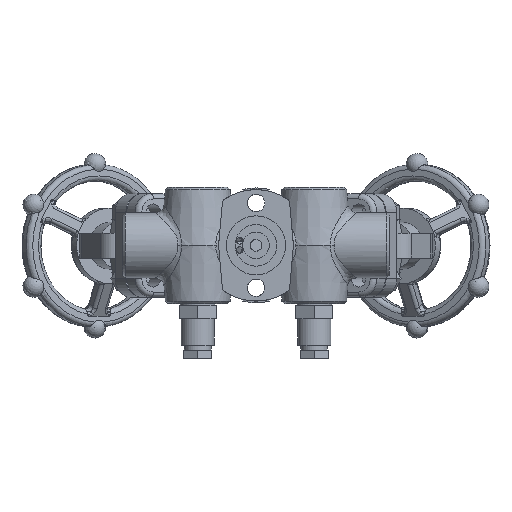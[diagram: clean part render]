
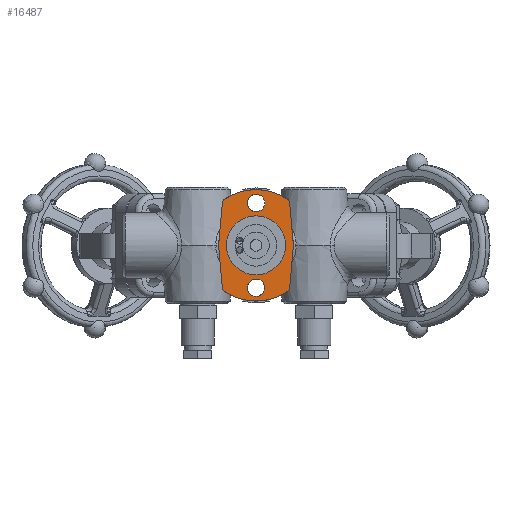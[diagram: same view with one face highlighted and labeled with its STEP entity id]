
A CAD part, top view. The second image highlights one B-rep face of the part: STEP entity #16487.
In plain terms, the highlighted planar face has unit normal (0, 0, 1).
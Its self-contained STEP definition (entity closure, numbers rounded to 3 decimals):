
#1417=LINE('',#37863,#2410);
#1419=LINE('',#37868,#2412);
#1421=LINE('',#37875,#2414);
#1424=LINE('',#37887,#2417);
#2410=VECTOR('',#22150,25.485);
#2412=VECTOR('',#22156,25.485);
#2414=VECTOR('',#22164,25.485);
#2417=VECTOR('',#22181,25.485);
#2766=PLANE('',#18066);
#2967=FACE_BOUND('',#5946,.T.);
#2968=FACE_BOUND('',#5947,.T.);
#2969=FACE_BOUND('',#5948,.T.);
#4780=FACE_OUTER_BOUND('',#5945,.T.);
#5945=EDGE_LOOP('',(#15417,#15418,#15419,#15420,#15421,#15422,#15423,#15424,
#15425,#15426));
#5946=EDGE_LOOP('',(#15427));
#5947=EDGE_LOOP('',(#15428));
#5948=EDGE_LOOP('',(#15429));
#6561=CIRCLE('',#17736,5.25);
#6563=CIRCLE('',#17739,5.25);
#6565=CIRCLE('',#17742,17.75);
#6710=CIRCLE('',#18027,33.5);
#6715=CIRCLE('',#18034,33.5);
#6724=CIRCLE('',#18051,3.);
#6725=CIRCLE('',#18057,3.);
#6726=CIRCLE('',#18061,3.);
#6727=CIRCLE('',#18063,3.);
#8076=VERTEX_POINT('',#33276);
#8079=VERTEX_POINT('',#33292);
#8081=VERTEX_POINT('',#33297);
#8284=VERTEX_POINT('',#36923);
#8285=VERTEX_POINT('',#36925);
#8288=VERTEX_POINT('',#37164);
#8289=VERTEX_POINT('',#37166);
#8291=VERTEX_POINT('',#37855);
#8293=VERTEX_POINT('',#37861);
#8294=VERTEX_POINT('',#37866);
#8295=VERTEX_POINT('',#37872);
#8296=VERTEX_POINT('',#37874);
#8298=VERTEX_POINT('',#37882);
#10311=EDGE_CURVE('',#8076,#8076,#6561,.T.);
#10314=EDGE_CURVE('',#8079,#8079,#6563,.T.);
#10316=EDGE_CURVE('',#8081,#8081,#6565,.T.);
#10647=EDGE_CURVE('',#8284,#8285,#6710,.T.);
#10658=EDGE_CURVE('',#8288,#8289,#6715,.T.);
#10673=EDGE_CURVE('',#8291,#8288,#6724,.T.);
#10676=EDGE_CURVE('',#8293,#8291,#1417,.T.);
#10679=EDGE_CURVE('',#8294,#8293,#1419,.T.);
#10680=EDGE_CURVE('',#8285,#8294,#6725,.T.);
#10682=EDGE_CURVE('',#8295,#8296,#1421,.T.);
#10685=EDGE_CURVE('',#8289,#8295,#6726,.T.);
#10687=EDGE_CURVE('',#8298,#8284,#6727,.T.);
#10689=EDGE_CURVE('',#8296,#8298,#1424,.T.);
#15417=ORIENTED_EDGE('',*,*,#10689,.F.);
#15418=ORIENTED_EDGE('',*,*,#10682,.F.);
#15419=ORIENTED_EDGE('',*,*,#10685,.F.);
#15420=ORIENTED_EDGE('',*,*,#10658,.F.);
#15421=ORIENTED_EDGE('',*,*,#10673,.F.);
#15422=ORIENTED_EDGE('',*,*,#10676,.F.);
#15423=ORIENTED_EDGE('',*,*,#10679,.F.);
#15424=ORIENTED_EDGE('',*,*,#10680,.F.);
#15425=ORIENTED_EDGE('',*,*,#10647,.F.);
#15426=ORIENTED_EDGE('',*,*,#10687,.F.);
#15427=ORIENTED_EDGE('',*,*,#10316,.T.);
#15428=ORIENTED_EDGE('',*,*,#10314,.T.);
#15429=ORIENTED_EDGE('',*,*,#10311,.T.);
#16487=ADVANCED_FACE('',(#4780,#2967,#2968,#2969),#2766,.T.);
#17736=AXIS2_PLACEMENT_3D('',#33277,#21415,#21416);
#17739=AXIS2_PLACEMENT_3D('',#33293,#21421,#21422);
#17742=AXIS2_PLACEMENT_3D('',#33298,#21427,#21428);
#18027=AXIS2_PLACEMENT_3D('',#36926,#22090,#22091);
#18034=AXIS2_PLACEMENT_3D('',#37167,#22106,#22107);
#18051=AXIS2_PLACEMENT_3D('',#37857,#22143,#22144);
#18057=AXIS2_PLACEMENT_3D('',#37870,#22159,#22160);
#18061=AXIS2_PLACEMENT_3D('',#37880,#22170,#22171);
#18063=AXIS2_PLACEMENT_3D('',#37884,#22175,#22176);
#18066=AXIS2_PLACEMENT_3D('',#37888,#22182,#22183);
#21415=DIRECTION('center_axis',(0.,0.,-1.));
#21416=DIRECTION('ref_axis',(1.,0.,0.));
#21421=DIRECTION('center_axis',(0.,0.,-1.));
#21422=DIRECTION('ref_axis',(1.,0.,0.));
#21427=DIRECTION('center_axis',(0.,0.,-1.));
#21428=DIRECTION('ref_axis',(-1.,0.,0.));
#22090=DIRECTION('center_axis',(0.,0.,-1.));
#22091=DIRECTION('ref_axis',(1.,0.,0.));
#22106=DIRECTION('center_axis',(0.,0.,-1.));
#22107=DIRECTION('ref_axis',(1.,0.,0.));
#22143=DIRECTION('center_axis',(0.,0.,-1.));
#22144=DIRECTION('ref_axis',(1.,0.,0.));
#22150=DIRECTION('',(-0.087,-0.996,0.));
#22156=DIRECTION('',(0.087,-0.996,0.));
#22159=DIRECTION('center_axis',(0.,0.,-1.));
#22160=DIRECTION('ref_axis',(1.,0.,0.));
#22164=DIRECTION('',(-0.087,0.996,0.));
#22170=DIRECTION('center_axis',(0.,0.,-1.));
#22171=DIRECTION('ref_axis',(1.,0.,0.));
#22175=DIRECTION('center_axis',(0.,0.,-1.));
#22176=DIRECTION('ref_axis',(1.,0.,0.));
#22181=DIRECTION('',(0.087,0.996,0.));
#22182=DIRECTION('center_axis',(0.,0.,1.));
#22183=DIRECTION('ref_axis',(1.,0.,0.));
#33276=CARTESIAN_POINT('',(-5.25,25.5,25.5));
#33277=CARTESIAN_POINT('Origin',(0.,25.5,25.5));
#33292=CARTESIAN_POINT('',(-5.25,-25.5,25.5));
#33293=CARTESIAN_POINT('Origin',(0.,-25.5,25.5));
#33297=CARTESIAN_POINT('',(17.75,0.,25.5));
#33298=CARTESIAN_POINT('Origin',(0.,0.,25.5));
#36923=CARTESIAN_POINT('',(-18.991,27.597,25.5));
#36925=CARTESIAN_POINT('',(18.991,27.597,25.5));
#36926=CARTESIAN_POINT('Origin',(0.,0.,25.5));
#37164=CARTESIAN_POINT('',(18.991,-27.597,25.5));
#37166=CARTESIAN_POINT('',(-18.991,-27.597,25.5));
#37167=CARTESIAN_POINT('Origin',(0.,0.,25.5));
#37855=CARTESIAN_POINT('',(20.279,-25.387,25.5));
#37857=CARTESIAN_POINT('Origin',(17.29,-25.126,25.5));
#37861=CARTESIAN_POINT('',(22.504,0.,25.5));
#37863=CARTESIAN_POINT('',(22.504,0.,25.5));
#37866=CARTESIAN_POINT('',(20.279,25.387,25.5));
#37868=CARTESIAN_POINT('',(20.279,25.387,25.5));
#37870=CARTESIAN_POINT('Origin',(17.29,25.126,25.5));
#37872=CARTESIAN_POINT('',(-20.279,-25.387,25.5));
#37874=CARTESIAN_POINT('',(-22.504,0.,25.5));
#37875=CARTESIAN_POINT('',(-20.279,-25.387,25.5));
#37880=CARTESIAN_POINT('Origin',(-17.29,-25.126,25.5));
#37882=CARTESIAN_POINT('',(-20.279,25.387,25.5));
#37884=CARTESIAN_POINT('Origin',(-17.29,25.126,25.5));
#37887=CARTESIAN_POINT('',(-22.504,0.,25.5));
#37888=CARTESIAN_POINT('Origin',(0.,0.,25.5));
